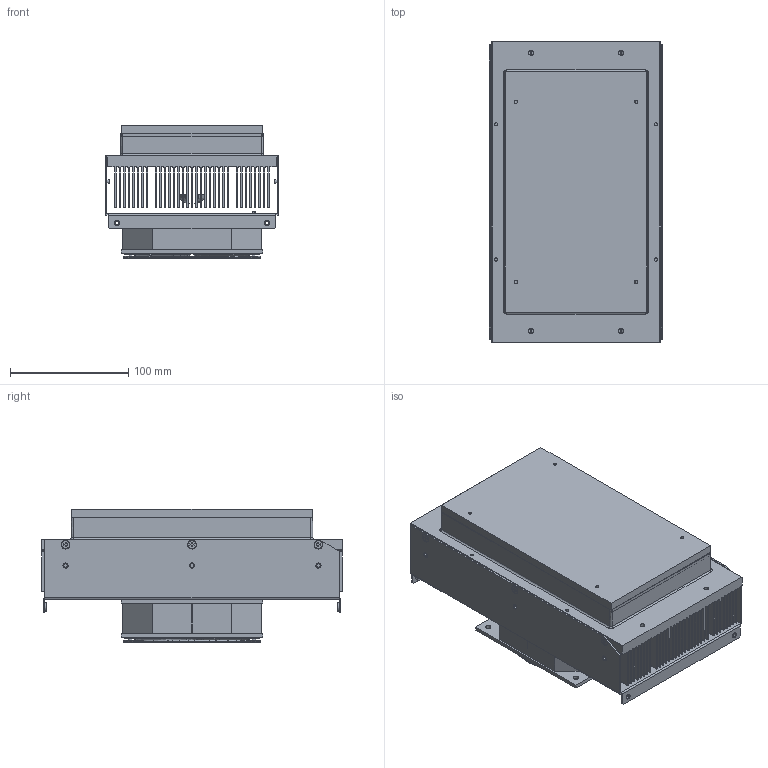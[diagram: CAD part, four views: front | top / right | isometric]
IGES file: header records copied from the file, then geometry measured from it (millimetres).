
Start section: SolidWorks IGES file using analytic representation for surfaces
Global section: file name: ahp-400cp-500cp.IGS; native system: SolidWorks 2016; preprocessor: SolidWorks 2016; author: Afshin; date: 160525.144139; units: inch
Bounding box: 146.3 x 254 x 112.97 mm (x, y, z)
Surface area: 814871.1 mm2 (no closed solid volume)
Topology: 0 solids, 0 shells, 577 faces, 8976 edges, 8976 vertices
Faces by surface type: bspline 327, revolution 250
